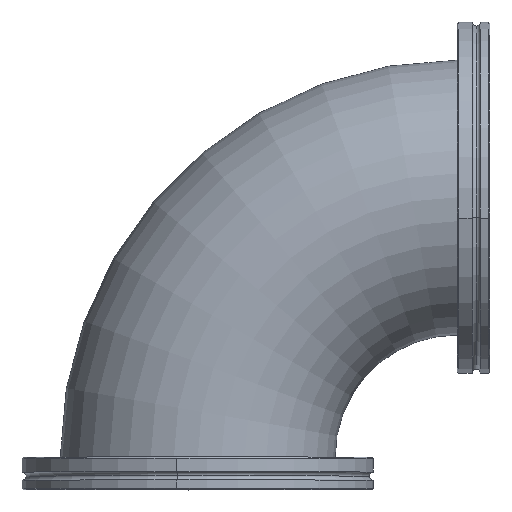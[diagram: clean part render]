
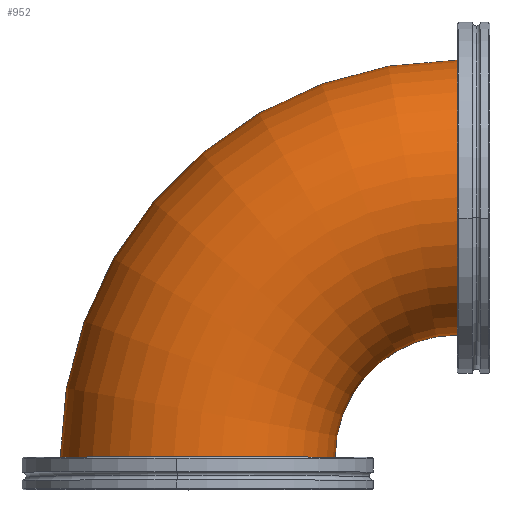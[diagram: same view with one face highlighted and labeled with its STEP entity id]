
A CAD part, top view. The second image highlights one B-rep face of the part: STEP entity #952.
In plain terms, the highlighted toroidal (fillet/blend) face has major radius 96 mm and minor radius 50.8 mm.
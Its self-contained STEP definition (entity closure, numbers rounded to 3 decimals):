
#1 = CARTESIAN_POINT ( 'NONE',  ( 96., 50.7, 0. ) ) ;
#141 = CARTESIAN_POINT ( 'NONE',  ( 96., 5.5, 0. ) ) ;
#163 = DIRECTION ( 'NONE',  ( 0., 0., 1. ) ) ;
#203 = CARTESIAN_POINT ( 'NONE',  ( 96., 5.5, 0. ) ) ;
#218 = EDGE_CURVE ( 'NONE', #547, #982, #1016, .T. ) ;
#272 = AXIS2_PLACEMENT_3D ( 'NONE', #747, #1420, #627 ) ;
#273 = ORIENTED_EDGE ( 'NONE', *, *, #641, .T. ) ;
#301 = ORIENTED_EDGE ( 'NONE', *, *, #218, .F. ) ;
#352 = VERTEX_POINT ( 'NONE', #1 ) ;
#353 = CARTESIAN_POINT ( 'NONE',  ( 0., 5.5, 0. ) ) ;
#365 = EDGE_CURVE ( 'NONE', #1112, #352, #1428, .T. ) ;
#422 = EDGE_LOOP ( 'NONE', ( #301, #273, #930, #519, #635, #546 ) ) ;
#468 = CARTESIAN_POINT ( 'NONE',  ( 0., 5.5, 50.8 ) ) ;
#494 = AXIS2_PLACEMENT_3D ( 'NONE', #814, #1286, #1483 ) ;
#519 = ORIENTED_EDGE ( 'NONE', *, *, #1178, .T. ) ;
#546 = ORIENTED_EDGE ( 'NONE', *, *, #889, .F. ) ;
#547 = VERTEX_POINT ( 'NONE', #799 ) ;
#581 = DIRECTION ( 'NONE',  ( 0., 0., 1. ) ) ;
#627 = DIRECTION ( 'NONE',  ( -1., 0., 0. ) ) ;
#632 = AXIS2_PLACEMENT_3D ( 'NONE', #1389, #1137, #581 ) ;
#635 = ORIENTED_EDGE ( 'NONE', *, *, #365, .F. ) ;
#639 = VERTEX_POINT ( 'NONE', #696 ) ;
#641 = EDGE_CURVE ( 'NONE', #547, #1364, #851, .T. ) ;
#646 = TOROIDAL_SURFACE ( 'NONE', #862, 96., 50.8 ) ;
#674 = CARTESIAN_POINT ( 'NONE',  ( 96., 101.5, 50.8 ) ) ;
#696 = CARTESIAN_POINT ( 'NONE',  ( 50.8, 5.5, 0. ) ) ;
#717 = CARTESIAN_POINT ( 'NONE',  ( 96., 152.3, 0. ) ) ;
#747 = CARTESIAN_POINT ( 'NONE',  ( 96., 5.5, 0. ) ) ;
#799 = CARTESIAN_POINT ( 'NONE',  ( -50.8, 5.5, 0. ) ) ;
#814 = CARTESIAN_POINT ( 'NONE',  ( 96., 101.5, 0. ) ) ;
#819 = DIRECTION ( 'NONE',  ( 0., 0., 1. ) ) ;
#851 = CIRCLE ( 'NONE', #1294, 50.8 ) ;
#862 = AXIS2_PLACEMENT_3D ( 'NONE', #141, #1297, #1225 ) ;
#889 = EDGE_CURVE ( 'NONE', #982, #1112, #1091, .T. ) ;
#930 = ORIENTED_EDGE ( 'NONE', *, *, #1248, .T. ) ;
#947 = FACE_OUTER_BOUND ( 'NONE', #422, .T. ) ;
#952 = ADVANCED_FACE ( 'NONE', ( #947 ), #646, .T. ) ;
#982 = VERTEX_POINT ( 'NONE', #717 ) ;
#1005 = DIRECTION ( 'NONE',  ( -1., 0., 0. ) ) ;
#1009 = DIRECTION ( 'NONE',  ( 0., 0., -1. ) ) ;
#1016 = CIRCLE ( 'NONE', #272, 146.8 ) ;
#1032 = AXIS2_PLACEMENT_3D ( 'NONE', #203, #1009, #1005 ) ;
#1048 = AXIS2_PLACEMENT_3D ( 'NONE', #1373, #1464, #819 ) ;
#1091 = CIRCLE ( 'NONE', #632, 50.8 ) ;
#1112 = VERTEX_POINT ( 'NONE', #674 ) ;
#1137 = DIRECTION ( 'NONE',  ( 1., 0., 0. ) ) ;
#1178 = EDGE_CURVE ( 'NONE', #639, #352, #1256, .T. ) ;
#1193 = CIRCLE ( 'NONE', #1048, 50.8 ) ;
#1225 = DIRECTION ( 'NONE',  ( -1., 0., 0. ) ) ;
#1248 = EDGE_CURVE ( 'NONE', #1364, #639, #1193, .T. ) ;
#1256 = CIRCLE ( 'NONE', #1032, 45.2 ) ;
#1286 = DIRECTION ( 'NONE',  ( 1., 0., 0. ) ) ;
#1294 = AXIS2_PLACEMENT_3D ( 'NONE', #353, #1485, #163 ) ;
#1297 = DIRECTION ( 'NONE',  ( 0., 0., -1. ) ) ;
#1364 = VERTEX_POINT ( 'NONE', #468 ) ;
#1373 = CARTESIAN_POINT ( 'NONE',  ( 0., 5.5, 0. ) ) ;
#1389 = CARTESIAN_POINT ( 'NONE',  ( 96., 101.5, 0. ) ) ;
#1420 = DIRECTION ( 'NONE',  ( 0., 0., -1. ) ) ;
#1428 = CIRCLE ( 'NONE', #494, 50.8 ) ;
#1464 = DIRECTION ( 'NONE',  ( 0., 1., 0. ) ) ;
#1483 = DIRECTION ( 'NONE',  ( 0., 0., 1. ) ) ;
#1485 = DIRECTION ( 'NONE',  ( 0., 1., 0. ) ) ;
